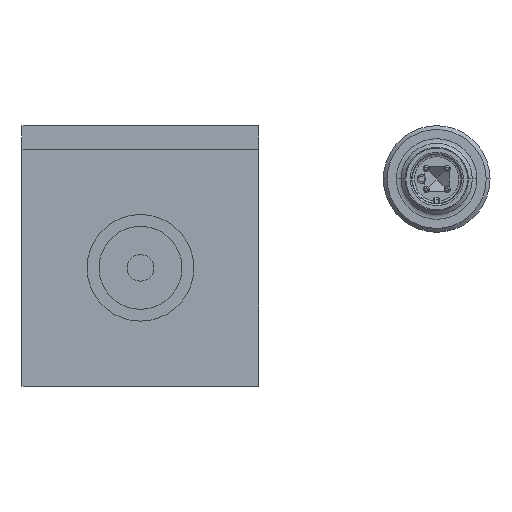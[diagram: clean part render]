
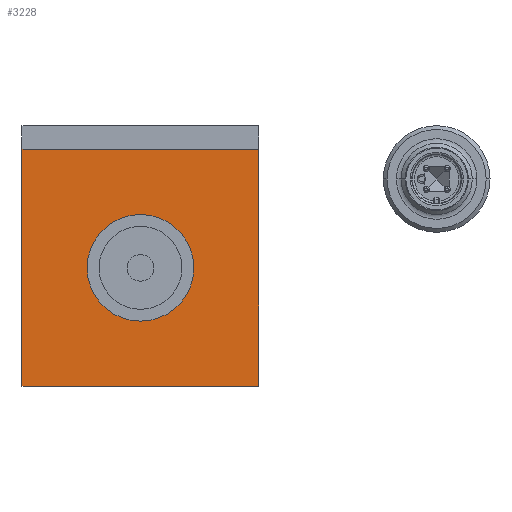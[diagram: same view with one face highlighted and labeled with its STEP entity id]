
A CAD part, front view. The second image highlights one B-rep face of the part: STEP entity #3228.
In plain terms, the highlighted planar face has unit normal (0, -1, 0).
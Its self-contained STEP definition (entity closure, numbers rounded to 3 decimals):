
#211=DIRECTION('',(0.,0.,1.));
#212=VECTOR('',#211,40.);
#213=CARTESIAN_POINT('',(20.,-8.,-20.));
#214=LINE('',#213,#212);
#310=DIRECTION('',(1.,0.,0.));
#311=VECTOR('',#310,40.);
#312=CARTESIAN_POINT('',(-20.,-8.,-20.));
#313=LINE('',#312,#311);
#1519=DIRECTION('',(0.,0.,1.));
#1520=VECTOR('',#1519,40.);
#1521=CARTESIAN_POINT('',(-20.,-8.,-20.));
#1522=LINE('',#1521,#1520);
#1526=DIRECTION('',(1.,0.,0.));
#1527=VECTOR('',#1526,40.);
#1528=CARTESIAN_POINT('',(-20.,-8.,20.));
#1529=LINE('',#1528,#1527);
#1533=CARTESIAN_POINT('',(0.,-8.,0.));
#1534=DIRECTION('',(0.,-1.,0.));
#1535=DIRECTION('',(-1.,0.,0.));
#1536=AXIS2_PLACEMENT_3D('',#1533,#1534,#1535);
#1541=CARTESIAN_POINT('',(0.,-8.,0.));
#1542=DIRECTION('',(0.,-1.,0.));
#1543=DIRECTION('',(1.,0.,0.));
#1544=AXIS2_PLACEMENT_3D('',#1541,#1542,#1543);
#1779=CARTESIAN_POINT('',(20.,-8.,-20.));
#1780=VERTEX_POINT('',#1779);
#1781=CARTESIAN_POINT('',(20.,-8.,20.));
#1782=VERTEX_POINT('',#1781);
#1879=CARTESIAN_POINT('',(-20.,-8.,20.));
#1880=VERTEX_POINT('',#1879);
#1895=CARTESIAN_POINT('',(-20.,-8.,-20.));
#1896=VERTEX_POINT('',#1895);
#1897=CARTESIAN_POINT('',(-9.,-8.,0.));
#1898=CARTESIAN_POINT('',(9.,-8.,0.));
#1899=VERTEX_POINT('',#1897);
#1900=VERTEX_POINT('',#1898);
#3211=CARTESIAN_POINT('',(20.,-8.,20.));
#3212=DIRECTION('',(0.,-1.,0.));
#3213=DIRECTION('',(0.,0.,-1.));
#3214=AXIS2_PLACEMENT_3D('',#3211,#3212,#3213);
#3215=PLANE('',#3214);
#3216=ORIENTED_EDGE('',*,*,#2125,.F.);
#3217=ORIENTED_EDGE('',*,*,#2191,.F.);
#3218=ORIENTED_EDGE('',*,*,#2255,.T.);
#3219=ORIENTED_EDGE('',*,*,#3186,.T.);
#3220=EDGE_LOOP('',(#3216,#3217,#3218,#3219));
#3221=FACE_OUTER_BOUND('',#3220,.F.);
#3223=ORIENTED_EDGE('',*,*,#3222,.T.);
#3225=ORIENTED_EDGE('',*,*,#3224,.T.);
#3226=EDGE_LOOP('',(#3223,#3225));
#3227=FACE_BOUND('',#3226,.F.);
#3228=ADVANCED_FACE('',(#3221,#3227),#3215,.T.);
#1537=CIRCLE('',#1536,9.);
#1545=CIRCLE('',#1544,9.);
#2125=EDGE_CURVE('',#1780,#1782,#214,.T.);
#2191=EDGE_CURVE('',#1896,#1780,#313,.T.);
#2255=EDGE_CURVE('',#1896,#1880,#1522,.T.);
#3186=EDGE_CURVE('',#1880,#1782,#1529,.T.);
#3222=EDGE_CURVE('',#1899,#1900,#1537,.T.);
#3224=EDGE_CURVE('',#1900,#1899,#1545,.T.);
